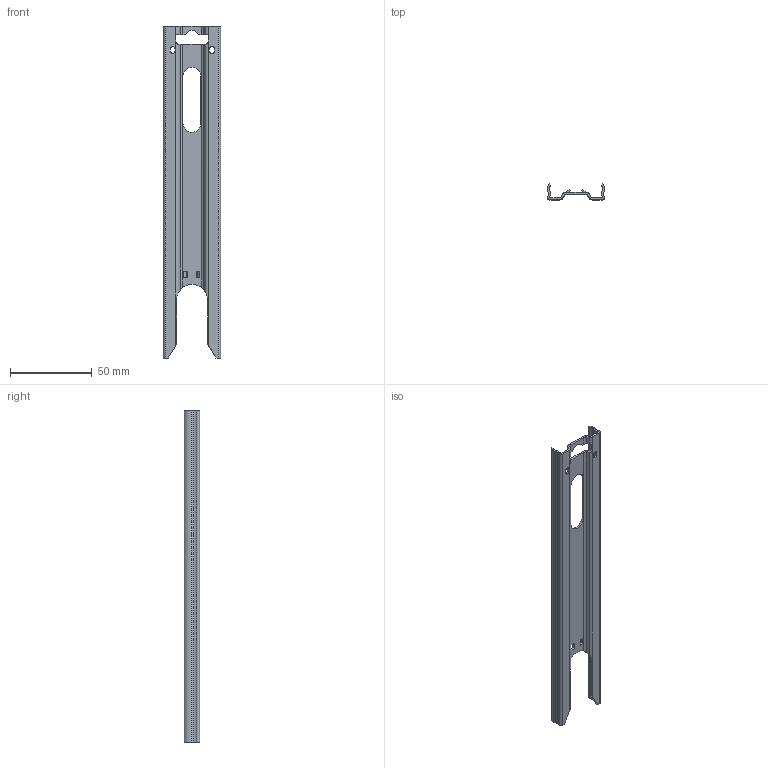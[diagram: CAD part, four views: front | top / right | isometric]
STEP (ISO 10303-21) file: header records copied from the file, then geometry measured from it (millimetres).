
FILE_DESCRIPTION (( 'STEP AP203' ), '1' );
FILE_NAME ('Schiene mittig 250 Touch.step', '2017-06-22T15:56:14', ( '' ), ( '' ), 'SwSTEP 2.0', 'SolidWorks 2016', '' );
FILE_SCHEMA (( 'CONFIG_CONTROL_DESIGN' ));
Length unit declared in the file: millimetre
Products named in the file (1): Schiene mittig 250 Touch
Bounding box: 34.9 x 9.5 x 203 mm (x, y, z)
Surface area: 19694 mm2 (no closed solid volume)
Topology: 0 solids, 1 shells, 109 faces, 335 edges, 218 vertices
Faces by surface type: plane 60, cylinder 49
Entity records: 3892 total; most frequent: CARTESIAN_POINT 779, ORIENTED_EDGE 654, DIRECTION 627, EDGE_CURVE 335, LINE 223, VECTOR 223, VERTEX_POINT 218, AXIS2_PLACEMENT_3D 202
